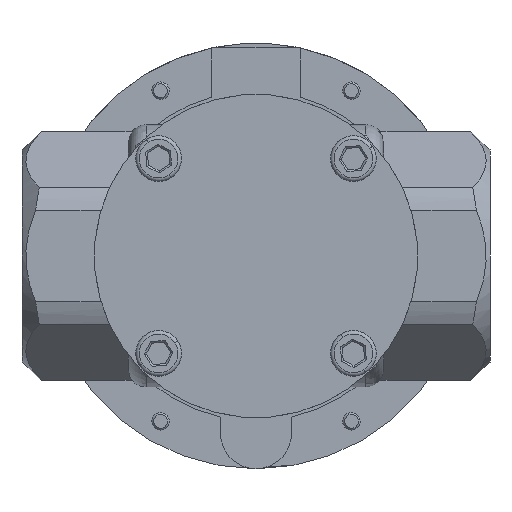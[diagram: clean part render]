
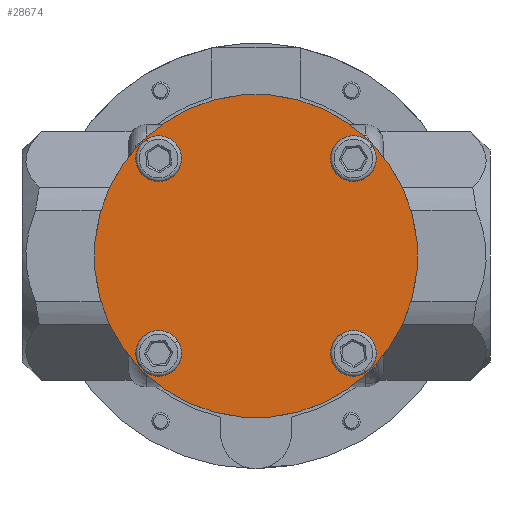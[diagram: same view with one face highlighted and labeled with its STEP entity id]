
A CAD part, front view. The second image highlights one B-rep face of the part: STEP entity #28674.
In plain terms, the highlighted planar face has unit normal (0, -1, 0).
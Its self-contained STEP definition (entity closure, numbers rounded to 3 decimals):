
#150 = CARTESIAN_POINT ( 'NONE',  ( 21.588, -67.711, 104.529 ) ) ;
#578 = EDGE_LOOP ( 'NONE', ( #13445, #12339 ) ) ;
#1920 = EDGE_LOOP ( 'NONE', ( #20079, #29594 ) ) ;
#2076 = AXIS2_PLACEMENT_3D ( 'NONE', #29069, #38076, #16422 ) ;
#3053 = CARTESIAN_POINT ( 'NONE',  ( 21.588, -67.711, 104.529 ) ) ;
#3222 = DIRECTION ( 'NONE',  ( 0.707, 0., -0.707 ) ) ;
#3332 = ORIENTED_EDGE ( 'NONE', *, *, #22628, .F. ) ;
#3989 = EDGE_CURVE ( 'NONE', #8202, #8856, #30707, .T. ) ;
#4859 = CARTESIAN_POINT ( 'NONE',  ( 18.335, -67.711, 107.782 ) ) ;
#5581 = CARTESIAN_POINT ( 'NONE',  ( -33.354, -67.711, 159.471 ) ) ;
#5742 = FACE_OUTER_BOUND ( 'NONE', #22397, .T. ) ;
#5941 = CARTESIAN_POINT ( 'NONE',  ( -33.354, -67.711, 104.529 ) ) ;
#6209 = AXIS2_PLACEMENT_3D ( 'NONE', #8295, #27391, #36373 ) ;
#6358 = DIRECTION ( 'NONE',  ( 0., 1., 0. ) ) ;
#6642 = EDGE_LOOP ( 'NONE', ( #12395, #20840 ) ) ;
#6846 = PLANE ( 'NONE',  #21396 ) ;
#7544 = ORIENTED_EDGE ( 'NONE', *, *, #23611, .T. ) ;
#8202 = VERTEX_POINT ( 'NONE', #13349 ) ;
#8295 = CARTESIAN_POINT ( 'NONE',  ( 21.588, -67.711, 159.471 ) ) ;
#8377 = VERTEX_POINT ( 'NONE', #10728 ) ;
#8856 = VERTEX_POINT ( 'NONE', #4859 ) ;
#9562 = DIRECTION ( 'NONE',  ( 0.707, 0., -0.707 ) ) ;
#9764 = DIRECTION ( 'NONE',  ( 0., 1., 0. ) ) ;
#10728 = CARTESIAN_POINT ( 'NONE',  ( -30.102, -67.711, 156.218 ) ) ;
#10971 = VERTEX_POINT ( 'NONE', #18319 ) ;
#11271 = CIRCLE ( 'NONE', #25981, 4.6 ) ;
#11884 = DIRECTION ( 'NONE',  ( 0.707, 0., -0.707 ) ) ;
#11914 = AXIS2_PLACEMENT_3D ( 'NONE', #5581, #23726, #36107 ) ;
#12339 = ORIENTED_EDGE ( 'NONE', *, *, #35401, .T. ) ;
#12395 = ORIENTED_EDGE ( 'NONE', *, *, #35652, .T. ) ;
#12538 = FACE_BOUND ( 'NONE', #1920, .T. ) ;
#12909 = DIRECTION ( 'NONE',  ( 0.707, 0., -0.707 ) ) ;
#13120 = CARTESIAN_POINT ( 'NONE',  ( -33.354, -67.711, 104.529 ) ) ;
#13349 = CARTESIAN_POINT ( 'NONE',  ( 24.84, -67.711, 101.276 ) ) ;
#13445 = ORIENTED_EDGE ( 'NONE', *, *, #27263, .T. ) ;
#14769 = CIRCLE ( 'NONE', #22045, 45.6 ) ;
#15184 = AXIS2_PLACEMENT_3D ( 'NONE', #26780, #30561, #11884 ) ;
#15730 = VERTEX_POINT ( 'NONE', #39033 ) ;
#15916 = AXIS2_PLACEMENT_3D ( 'NONE', #150, #6358, #12909 ) ;
#16270 = CARTESIAN_POINT ( 'NONE',  ( -5.883, -67.711, 132. ) ) ;
#16422 = DIRECTION ( 'NONE',  ( 0.707, 0., -0.707 ) ) ;
#16784 = VERTEX_POINT ( 'NONE', #21238 ) ;
#17537 = DIRECTION ( 'NONE',  ( 0.707, 0., -0.707 ) ) ;
#18319 = CARTESIAN_POINT ( 'NONE',  ( -36.607, -67.711, 107.782 ) ) ;
#18781 = DIRECTION ( 'NONE',  ( 0.707, 0., -0.707 ) ) ;
#19298 = CARTESIAN_POINT ( 'NONE',  ( 26.361, -67.711, 99.756 ) ) ;
#19432 = CIRCLE ( 'NONE', #40418, 4.6 ) ;
#19483 = ORIENTED_EDGE ( 'NONE', *, *, #33066, .F. ) ;
#20018 = CIRCLE ( 'NONE', #21579, 4.6 ) ;
#20079 = ORIENTED_EDGE ( 'NONE', *, *, #24946, .T. ) ;
#20576 = CIRCLE ( 'NONE', #2076, 4.6 ) ;
#20840 = ORIENTED_EDGE ( 'NONE', *, *, #39302, .T. ) ;
#21238 = CARTESIAN_POINT ( 'NONE',  ( 18.335, -67.711, 162.724 ) ) ;
#21396 = AXIS2_PLACEMENT_3D ( 'NONE', #16270, #35177, #25814 ) ;
#21579 = AXIS2_PLACEMENT_3D ( 'NONE', #13120, #28498, #9562 ) ;
#22045 = AXIS2_PLACEMENT_3D ( 'NONE', #25202, #9764, #18781 ) ;
#22213 = CARTESIAN_POINT ( 'NONE',  ( -38.127, -67.711, 164.244 ) ) ;
#22397 = EDGE_LOOP ( 'NONE', ( #19483, #3332 ) ) ;
#22628 = EDGE_CURVE ( 'NONE', #29674, #24222, #14769, .T. ) ;
#22769 = EDGE_LOOP ( 'NONE', ( #37910, #7544 ) ) ;
#23611 = EDGE_CURVE ( 'NONE', #8856, #8202, #11271, .T. ) ;
#23726 = DIRECTION ( 'NONE',  ( 0., 1., 0. ) ) ;
#24174 = VERTEX_POINT ( 'NONE', #31344 ) ;
#24222 = VERTEX_POINT ( 'NONE', #22213 ) ;
#24946 = EDGE_CURVE ( 'NONE', #15730, #10971, #20018, .T. ) ;
#25096 = VERTEX_POINT ( 'NONE', #38986 ) ;
#25202 = CARTESIAN_POINT ( 'NONE',  ( -5.883, -67.711, 132. ) ) ;
#25814 = DIRECTION ( 'NONE',  ( 0.707, 0., -0.707 ) ) ;
#25981 = AXIS2_PLACEMENT_3D ( 'NONE', #3053, #37630, #28362 ) ;
#26780 = CARTESIAN_POINT ( 'NONE',  ( 21.588, -67.711, 159.471 ) ) ;
#27263 = EDGE_CURVE ( 'NONE', #8377, #24174, #29660, .T. ) ;
#27391 = DIRECTION ( 'NONE',  ( 0., 1., 0. ) ) ;
#27848 = EDGE_CURVE ( 'NONE', #10971, #15730, #19432, .T. ) ;
#28362 = DIRECTION ( 'NONE',  ( 0.707, 0., -0.707 ) ) ;
#28498 = DIRECTION ( 'NONE',  ( 0., 1., 0. ) ) ;
#28674 = ADVANCED_FACE ( 'NONE', ( #39375, #12538, #31096, #34049, #5742 ), #6846, .F. ) ;
#29069 = CARTESIAN_POINT ( 'NONE',  ( -33.354, -67.711, 159.471 ) ) ;
#29594 = ORIENTED_EDGE ( 'NONE', *, *, #27848, .T. ) ;
#29660 = CIRCLE ( 'NONE', #11914, 4.6 ) ;
#29674 = VERTEX_POINT ( 'NONE', #19298 ) ;
#29923 = CARTESIAN_POINT ( 'NONE',  ( -5.883, -67.711, 132. ) ) ;
#30154 = CIRCLE ( 'NONE', #15184, 4.6 ) ;
#30561 = DIRECTION ( 'NONE',  ( 0., 1., 0. ) ) ;
#30707 = CIRCLE ( 'NONE', #15916, 4.6 ) ;
#31096 = FACE_BOUND ( 'NONE', #22769, .T. ) ;
#31344 = CARTESIAN_POINT ( 'NONE',  ( -36.607, -67.711, 162.724 ) ) ;
#32786 = CIRCLE ( 'NONE', #6209, 4.6 ) ;
#33066 = EDGE_CURVE ( 'NONE', #24222, #29674, #35234, .T. ) ;
#33886 = AXIS2_PLACEMENT_3D ( 'NONE', #29923, #39067, #17537 ) ;
#34049 = FACE_BOUND ( 'NONE', #6642, .T. ) ;
#35177 = DIRECTION ( 'NONE',  ( 0., 1., 0. ) ) ;
#35234 = CIRCLE ( 'NONE', #33886, 45.6 ) ;
#35401 = EDGE_CURVE ( 'NONE', #24174, #8377, #20576, .T. ) ;
#35652 = EDGE_CURVE ( 'NONE', #25096, #16784, #32786, .T. ) ;
#36107 = DIRECTION ( 'NONE',  ( 0.707, 0., -0.707 ) ) ;
#36373 = DIRECTION ( 'NONE',  ( 0.707, 0., -0.707 ) ) ;
#37535 = DIRECTION ( 'NONE',  ( 0., 1., 0. ) ) ;
#37630 = DIRECTION ( 'NONE',  ( 0., 1., 0. ) ) ;
#37910 = ORIENTED_EDGE ( 'NONE', *, *, #3989, .T. ) ;
#38076 = DIRECTION ( 'NONE',  ( 0., 1., 0. ) ) ;
#38986 = CARTESIAN_POINT ( 'NONE',  ( 24.84, -67.711, 156.218 ) ) ;
#39033 = CARTESIAN_POINT ( 'NONE',  ( -30.102, -67.711, 101.276 ) ) ;
#39067 = DIRECTION ( 'NONE',  ( 0., 1., 0. ) ) ;
#39302 = EDGE_CURVE ( 'NONE', #16784, #25096, #30154, .T. ) ;
#39375 = FACE_BOUND ( 'NONE', #578, .T. ) ;
#40418 = AXIS2_PLACEMENT_3D ( 'NONE', #5941, #37535, #3222 ) ;
